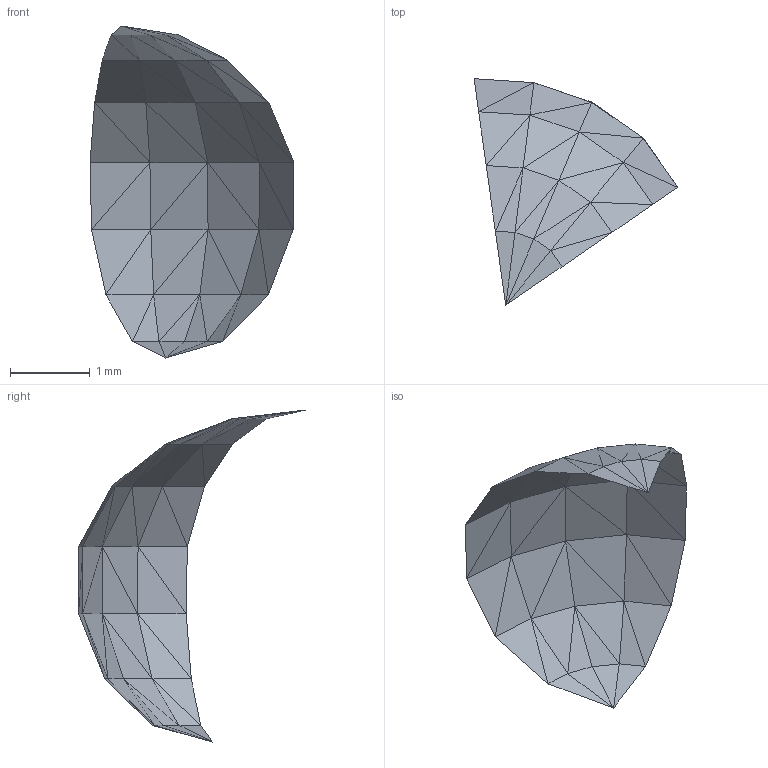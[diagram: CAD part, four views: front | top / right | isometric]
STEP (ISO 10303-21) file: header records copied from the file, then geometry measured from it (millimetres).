
FILE_DESCRIPTION(/* description */ (''),/* implementation_level */ '2;1');
FILE_NAME(/* name */ 'fixed_discretized_mesh',/* time_stamp */ '2025-08-09T23:41:51-07:00',/* author */ (''),/* organization */ (''),/* preprocessor_version */ 'ST-DEVELOPER v19.2',/* originating_system */ 'Rhino 8.21',/* authorisation */ '');
FILE_SCHEMA (('CONFIG_CONTROL_DESIGN'));
Length unit declared in the file: metre
Products named in the file (1): Document
Bounding box: 2.55 x 2.84 x 4.15 mm (x, y, z)
Surface area: 12.8 mm2 (no closed solid volume)
Topology: 0 solids, 1 shells, 56 faces, 92 edges, 37 vertices
Faces by surface type: plane 56
Entity records: 1096 total; most frequent: CARTESIAN_POINT 279, ORIENTED_EDGE 168, EDGE_CURVE 92, B_SPLINE_CURVE_WITH_KNOTS 92, DIRECTION 60, AXIS2_PLACEMENT_3D 58, ADVANCED_FACE 56, FACE_OUTER_BOUND 56
